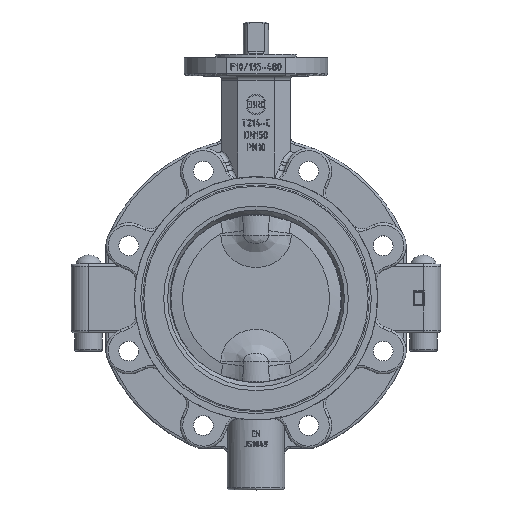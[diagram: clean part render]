
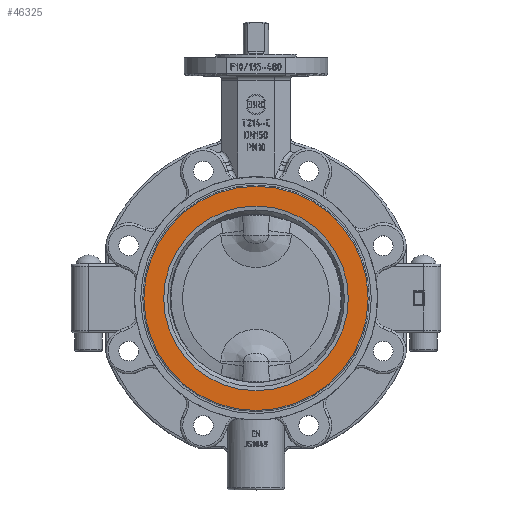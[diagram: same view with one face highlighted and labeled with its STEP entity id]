
A CAD part, top view. The second image highlights one B-rep face of the part: STEP entity #46325.
In plain terms, the highlighted planar face has unit normal (0, 0, 1).
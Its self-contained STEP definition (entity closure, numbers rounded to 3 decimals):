
#45917=CARTESIAN_POINT('',(-80.5,2.5,28.));
#45918=VERTEX_POINT('',#45917);
#45919=CARTESIAN_POINT('',(0.,2.5,28.));
#45920=DIRECTION('',(0.0,0.0,-1.0));
#45921=DIRECTION('',(-1.0,0.0,0.0));
#45922=AXIS2_PLACEMENT_3D('',#45919,#45920,#45921);
#45923=CIRCLE('',#45922,80.5);
#45924=EDGE_CURVE('',#45918,#45918,#45923,.T.);
#46306=CARTESIAN_POINT('',(-89.625,2.5,28.));
#46307=DIRECTION('',(0.0,0.0,1.0));
#46308=DIRECTION('',(0.0,-1.0,0.0));
#46309=AXIS2_PLACEMENT_3D('',#46306,#46307,#46308);
#46310=PLANE('',#46309);
#46311=CARTESIAN_POINT('',(-97.75,2.5,28.));
#46312=VERTEX_POINT('',#46311);
#46313=CARTESIAN_POINT('',(0.,2.5,28.));
#46314=DIRECTION('',(0.0,0.0,-1.0));
#46315=DIRECTION('',(1.0,0.0,0.0));
#46316=AXIS2_PLACEMENT_3D('',#46313,#46314,#46315);
#46317=CIRCLE('',#46316,97.75);
#46318=EDGE_CURVE('',#46312,#46312,#46317,.T.);
#46319=ORIENTED_EDGE('',*,*,#46318,.F.);
#46320=EDGE_LOOP('',(#46319));
#46321=FACE_OUTER_BOUND('',#46320,.T.);
#46322=ORIENTED_EDGE('',*,*,#45924,.T.);
#46323=EDGE_LOOP('',(#46322));
#46324=FACE_BOUND('',#46323,.T.);
#46325=ADVANCED_FACE('',(#46321,#46324),#46310,.T.);
